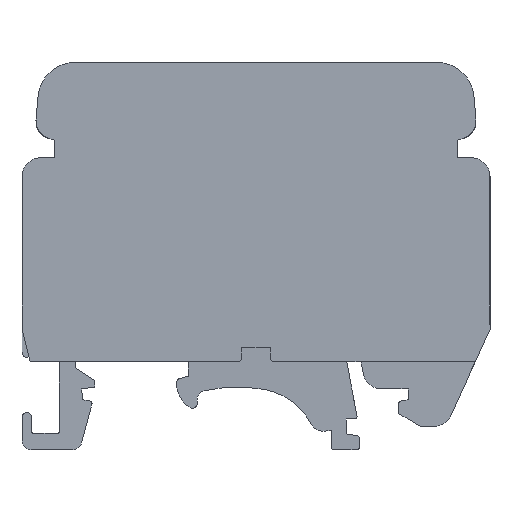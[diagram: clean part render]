
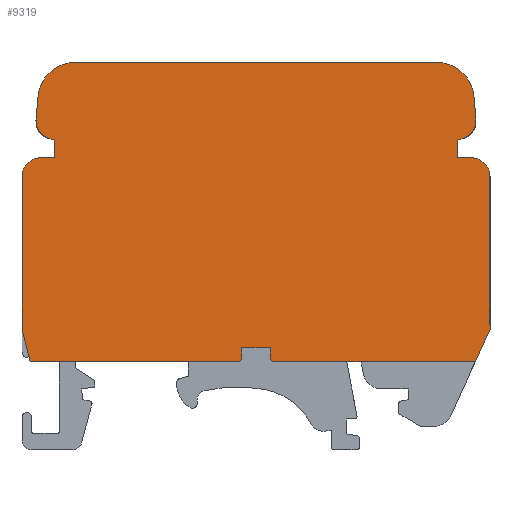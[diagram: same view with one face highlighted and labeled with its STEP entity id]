
A CAD part, front view. The second image highlights one B-rep face of the part: STEP entity #9319.
In plain terms, the highlighted planar face has unit normal (0, -1, 0).
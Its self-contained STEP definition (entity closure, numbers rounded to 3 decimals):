
#318=CIRCLE('',#9731,2.);
#319=CIRCLE('',#9735,0.5);
#320=CIRCLE('',#9740,0.5);
#356=CIRCLE('',#9863,4.);
#359=CIRCLE('',#9871,2.);
#361=CIRCLE('',#9875,4.);
#367=CIRCLE('',#9883,2.);
#368=CIRCLE('',#9884,2.);
#1796=ORIENTED_EDGE('',*,*,#2926,.T.);
#1797=ORIENTED_EDGE('',*,*,#2923,.T.);
#1798=ORIENTED_EDGE('',*,*,#2921,.F.);
#1799=ORIENTED_EDGE('',*,*,#2919,.F.);
#1800=ORIENTED_EDGE('',*,*,#2917,.F.);
#1801=ORIENTED_EDGE('',*,*,#2915,.T.);
#1802=ORIENTED_EDGE('',*,*,#2912,.T.);
#1803=ORIENTED_EDGE('',*,*,#3037,.T.);
#1804=ORIENTED_EDGE('',*,*,#3185,.T.);
#1805=ORIENTED_EDGE('',*,*,#3186,.T.);
#1806=ORIENTED_EDGE('',*,*,#3187,.T.);
#1807=ORIENTED_EDGE('',*,*,#3188,.T.);
#1808=ORIENTED_EDGE('',*,*,#3158,.T.);
#1809=ORIENTED_EDGE('',*,*,#3163,.T.);
#1810=ORIENTED_EDGE('',*,*,#3166,.T.);
#1811=ORIENTED_EDGE('',*,*,#3169,.T.);
#1812=ORIENTED_EDGE('',*,*,#3154,.T.);
#1813=ORIENTED_EDGE('',*,*,#3148,.T.);
#1814=ORIENTED_EDGE('',*,*,#2910,.T.);
#1815=ORIENTED_EDGE('',*,*,#2907,.T.);
#1816=ORIENTED_EDGE('',*,*,#2982,.T.);
#1817=ORIENTED_EDGE('',*,*,#3189,.T.);
#1818=ORIENTED_EDGE('',*,*,#3190,.T.);
#1819=ORIENTED_EDGE('',*,*,#3191,.T.);
#1820=ORIENTED_EDGE('',*,*,#3192,.T.);
#1821=ORIENTED_EDGE('',*,*,#2988,.T.);
#2907=EDGE_CURVE('',#3777,#3778,#318,.T.);
#2910=EDGE_CURVE('',#3779,#3777,#4387,.T.);
#2912=EDGE_CURVE('',#3780,#3781,#4389,.T.);
#2915=EDGE_CURVE('',#3782,#3780,#319,.T.);
#2917=EDGE_CURVE('',#3782,#3783,#4393,.T.);
#2919=EDGE_CURVE('',#3783,#3784,#4395,.T.);
#2921=EDGE_CURVE('',#3784,#3785,#4397,.T.);
#2923=EDGE_CURVE('',#3786,#3785,#320,.T.);
#2926=EDGE_CURVE('',#3787,#3786,#4401,.T.);
#2982=EDGE_CURVE('',#3778,#3832,#4443,.T.);
#2988=EDGE_CURVE('',#3837,#3787,#4449,.F.);
#3037=EDGE_CURVE('',#3781,#3875,#4490,.F.);
#3148=EDGE_CURVE('',#3924,#3779,#356,.T.);
#3154=EDGE_CURVE('',#3927,#3924,#4587,.T.);
#3158=EDGE_CURVE('',#3930,#3931,#4591,.T.);
#3163=EDGE_CURVE('',#3931,#3935,#359,.T.);
#3166=EDGE_CURVE('',#3935,#3937,#4597,.T.);
#3169=EDGE_CURVE('',#3937,#3927,#361,.T.);
#3185=EDGE_CURVE('',#3875,#3952,#4610,.T.);
#3186=EDGE_CURVE('',#3952,#3953,#367,.T.);
#3187=EDGE_CURVE('',#3953,#3954,#4611,.T.);
#3188=EDGE_CURVE('',#3954,#3930,#4612,.T.);
#3189=EDGE_CURVE('',#3832,#3955,#4613,.T.);
#3190=EDGE_CURVE('',#3955,#3956,#4614,.T.);
#3191=EDGE_CURVE('',#3956,#3957,#368,.T.);
#3192=EDGE_CURVE('',#3957,#3837,#4615,.T.);
#3777=VERTEX_POINT('',#13120);
#3778=VERTEX_POINT('',#13121);
#3779=VERTEX_POINT('',#13126);
#3780=VERTEX_POINT('',#13130);
#3781=VERTEX_POINT('',#13131);
#3782=VERTEX_POINT('',#13136);
#3783=VERTEX_POINT('',#13140);
#3784=VERTEX_POINT('',#13144);
#3785=VERTEX_POINT('',#13148);
#3786=VERTEX_POINT('',#13152);
#3787=VERTEX_POINT('',#13157);
#3832=VERTEX_POINT('',#13277);
#3837=VERTEX_POINT('',#13290);
#3875=VERTEX_POINT('',#13390);
#3924=VERTEX_POINT('',#13608);
#3927=VERTEX_POINT('',#13620);
#3930=VERTEX_POINT('',#13628);
#3931=VERTEX_POINT('',#13629);
#3935=VERTEX_POINT('',#13639);
#3937=VERTEX_POINT('',#13645);
#3952=VERTEX_POINT('',#13682);
#3953=VERTEX_POINT('',#13684);
#3954=VERTEX_POINT('',#13686);
#3955=VERTEX_POINT('',#13689);
#3956=VERTEX_POINT('',#13691);
#3957=VERTEX_POINT('',#13693);
#4387=LINE('',#13125,#5116);
#4389=LINE('',#13129,#5118);
#4393=LINE('',#13139,#5122);
#4395=LINE('',#13143,#5124);
#4397=LINE('',#13147,#5126);
#4401=LINE('',#13156,#5130);
#4443=LINE('',#13276,#5172);
#4449=LINE('',#13289,#5178);
#4490=LINE('',#13391,#5219);
#4587=LINE('',#13619,#5316);
#4591=LINE('',#13627,#5320);
#4597=LINE('',#13644,#5326);
#4610=LINE('',#13681,#5339);
#4611=LINE('',#13685,#5340);
#4612=LINE('',#13687,#5341);
#4613=LINE('',#13688,#5342);
#4614=LINE('',#13690,#5343);
#4615=LINE('',#13694,#5344);
#5116=VECTOR('',#10952,1000.);
#5118=VECTOR('',#10956,1000.);
#5122=VECTOR('',#10966,1000.);
#5124=VECTOR('',#10970,1000.);
#5126=VECTOR('',#10974,1000.);
#5130=VECTOR('',#10984,1000.);
#5172=VECTOR('',#11072,1000.);
#5178=VECTOR('',#11082,1000.);
#5219=VECTOR('',#11167,1000.);
#5316=VECTOR('',#11424,1000.);
#5320=VECTOR('',#11430,1000.);
#5326=VECTOR('',#11444,1000.);
#5339=VECTOR('',#11475,1000.);
#5340=VECTOR('',#11478,1000.);
#5341=VECTOR('',#11479,1000.);
#5342=VECTOR('',#11480,1000.);
#5343=VECTOR('',#11481,1000.);
#5344=VECTOR('',#11484,1000.);
#5774=EDGE_LOOP('',(#1796,#1797,#1798,#1799,#1800,#1801,#1802,#1803,#1804,
#1805,#1806,#1807,#1808,#1809,#1810,#1811,#1812,#1813,#1814,#1815,#1816,
#1817,#1818,#1819,#1820,#1821));
#6159=FACE_BOUND('',#5774,.T.);
#6447=PLANE('',#9882);
#9319=ADVANCED_FACE('',(#6159),#6447,.T.);
#9731=AXIS2_PLACEMENT_3D('',#13119,#10946,#10947);
#9735=AXIS2_PLACEMENT_3D('',#13135,#10961,#10962);
#9740=AXIS2_PLACEMENT_3D('',#13151,#10978,#10979);
#9863=AXIS2_PLACEMENT_3D('',#13607,#11409,#11410);
#9871=AXIS2_PLACEMENT_3D('',#13638,#11437,#11438);
#9875=AXIS2_PLACEMENT_3D('',#13650,#11449,#11450);
#9882=AXIS2_PLACEMENT_3D('',#13680,#11473,#11474);
#9883=AXIS2_PLACEMENT_3D('',#13683,#11476,#11477);
#9884=AXIS2_PLACEMENT_3D('',#13692,#11482,#11483);
#10946=DIRECTION('',(0.,-1.,0.));
#10947=DIRECTION('',(1.,0.,0.));
#10952=DIRECTION('',(-0.087,0.,-0.996));
#10956=DIRECTION('',(1.,0.,0.));
#10961=DIRECTION('',(0.,-1.,0.));
#10962=DIRECTION('',(1.,0.,0.));
#10966=DIRECTION('',(0.,0.,1.));
#10970=DIRECTION('',(-1.,0.,0.));
#10974=DIRECTION('',(0.,0.,-1.));
#10978=DIRECTION('',(0.,-1.,0.));
#10979=DIRECTION('',(1.,0.,0.));
#10984=DIRECTION('',(1.,0.,0.));
#11072=DIRECTION('',(0.966,0.,-0.259));
#11082=DIRECTION('',(-0.242,0.,0.97));
#11167=DIRECTION('',(-0.407,0.,-0.914));
#11409=DIRECTION('',(0.,-1.,0.));
#11410=DIRECTION('',(-1.,0.,0.));
#11424=DIRECTION('',(-1.,0.,0.));
#11430=DIRECTION('',(0.966,0.,0.259));
#11437=DIRECTION('',(0.,-1.,0.));
#11438=DIRECTION('',(-1.,0.,0.));
#11444=DIRECTION('',(-0.087,0.,0.996));
#11449=DIRECTION('',(0.,-1.,0.));
#11450=DIRECTION('',(-1.,0.,0.));
#11473=DIRECTION('',(0.,-1.,0.));
#11474=DIRECTION('',(1.,0.,0.));
#11475=DIRECTION('',(0.,0.,1.));
#11476=DIRECTION('',(0.,-1.,0.));
#11477=DIRECTION('',(-1.,0.,0.));
#11478=DIRECTION('',(-1.,0.,0.));
#11479=DIRECTION('',(0.,0.,1.));
#11480=DIRECTION('',(0.,0.,-1.));
#11481=DIRECTION('',(-1.,0.,0.));
#11482=DIRECTION('',(0.,-1.,0.));
#11483=DIRECTION('',(1.,0.,0.));
#11484=DIRECTION('',(0.,0.,-1.));
#13119=CARTESIAN_POINT('',(-21.508,-1.5,12.335));
#13120=CARTESIAN_POINT('',(-23.5,-1.5,12.51));
#13121=CARTESIAN_POINT('',(-22.025,-1.5,10.403));
#13125=CARTESIAN_POINT('',(-23.5,-1.5,12.51));
#13126=CARTESIAN_POINT('',(-23.29,-1.5,14.911));
#13129=CARTESIAN_POINT('',(0.,-1.5,-13.437));
#13130=CARTESIAN_POINT('',(2.,-1.5,-13.437));
#13131=CARTESIAN_POINT('',(23.442,-1.5,-13.437));
#13135=CARTESIAN_POINT('',(2.,-1.5,-12.937));
#13136=CARTESIAN_POINT('',(1.5,-1.5,-12.937));
#13139=CARTESIAN_POINT('',(1.5,-1.5,-13.437));
#13140=CARTESIAN_POINT('',(1.5,-1.5,-11.937));
#13143=CARTESIAN_POINT('',(1.5,-1.5,-11.937));
#13144=CARTESIAN_POINT('',(-1.5,-1.5,-11.937));
#13147=CARTESIAN_POINT('',(-1.5,-1.5,-11.937));
#13148=CARTESIAN_POINT('',(-1.5,-1.5,-12.937));
#13151=CARTESIAN_POINT('',(-2.,-1.5,-12.937));
#13152=CARTESIAN_POINT('',(-2.,-1.5,-13.437));
#13156=CARTESIAN_POINT('',(0.,-1.5,-13.437));
#13157=CARTESIAN_POINT('',(-24.127,-1.5,-13.437));
#13276=CARTESIAN_POINT('',(-21.5,-1.5,10.263));
#13277=CARTESIAN_POINT('',(-21.5,-1.5,10.263));
#13289=CARTESIAN_POINT('',(-26.017,-1.5,-5.859));
#13290=CARTESIAN_POINT('',(-25.,-1.5,-9.937));
#13390=CARTESIAN_POINT('',(25.,-1.5,-9.937));
#13391=CARTESIAN_POINT('',(30.726,-1.5,2.923));
#13607=CARTESIAN_POINT('',(-19.305,-1.5,14.563));
#13608=CARTESIAN_POINT('',(-19.305,-1.5,18.563));
#13619=CARTESIAN_POINT('',(0.,-1.5,18.563));
#13620=CARTESIAN_POINT('',(19.305,-1.5,18.563));
#13627=CARTESIAN_POINT('',(21.5,-1.5,10.263));
#13628=CARTESIAN_POINT('',(21.5,-1.5,10.263));
#13629=CARTESIAN_POINT('',(22.025,-1.5,10.403));
#13638=CARTESIAN_POINT('',(21.508,-1.5,12.335));
#13639=CARTESIAN_POINT('',(23.5,-1.5,12.51));
#13644=CARTESIAN_POINT('',(23.5,-1.5,12.51));
#13645=CARTESIAN_POINT('',(23.29,-1.5,14.911));
#13650=CARTESIAN_POINT('',(19.305,-1.5,14.563));
#13680=CARTESIAN_POINT('',(23.,-1.5,6.363));
#13681=CARTESIAN_POINT('',(25.,-1.5,-13.437));
#13682=CARTESIAN_POINT('',(25.,-1.5,6.363));
#13683=CARTESIAN_POINT('',(23.,-1.5,6.363));
#13684=CARTESIAN_POINT('',(23.,-1.5,8.363));
#13685=CARTESIAN_POINT('',(21.5,-1.5,8.363));
#13686=CARTESIAN_POINT('',(21.5,-1.5,8.363));
#13687=CARTESIAN_POINT('',(21.5,-1.5,8.363));
#13688=CARTESIAN_POINT('',(-21.5,-1.5,8.363));
#13689=CARTESIAN_POINT('',(-21.5,-1.5,8.363));
#13690=CARTESIAN_POINT('',(-21.5,-1.5,8.363));
#13691=CARTESIAN_POINT('',(-23.,-1.5,8.363));
#13692=CARTESIAN_POINT('',(-23.,-1.5,6.363));
#13693=CARTESIAN_POINT('',(-25.,-1.5,6.363));
#13694=CARTESIAN_POINT('',(-25.,-1.5,-13.437));
